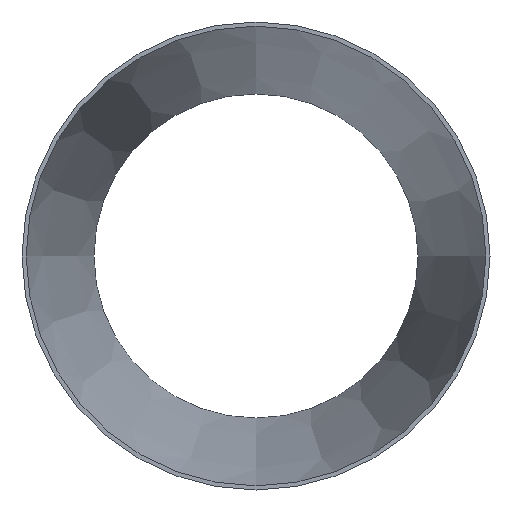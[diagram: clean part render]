
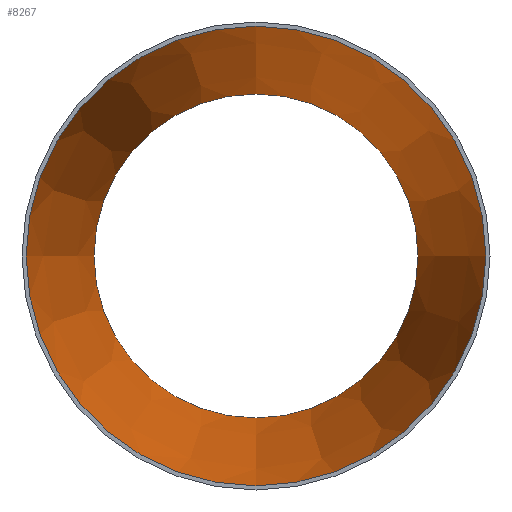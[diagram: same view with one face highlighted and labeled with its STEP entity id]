
A CAD part, front view. The second image highlights one B-rep face of the part: STEP entity #8267.
In plain terms, the highlighted conical face has half-angle 9.835 degrees and reference radius 223.94 mm.
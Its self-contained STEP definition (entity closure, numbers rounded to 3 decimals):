
#1576 = ORIENTED_EDGE ( 'NONE', *, *, #26876, .F. ) ;
#3540 = DIRECTION ( 'NONE',  ( 0., 0., -1. ) ) ;
#6519 = CARTESIAN_POINT ( 'NONE',  ( 0., 381., 0. ) ) ;
#7830 = CARTESIAN_POINT ( 'NONE',  ( 0., 0., 0. ) ) ;
#8267 = ADVANCED_FACE ( 'NONE', ( #23720, #10345 ), #29859, .F. ) ;
#9903 = ORIENTED_EDGE ( 'NONE', *, *, #39151, .T. ) ;
#10345 = FACE_OUTER_BOUND ( 'NONE', #32640, .T. ) ;
#11071 = DIRECTION ( 'NONE',  ( 0., -1., 0. ) ) ;
#11634 = VERTEX_POINT ( 'NONE', #18202 ) ;
#17122 = DIRECTION ( 'NONE',  ( 0., 0., -1. ) ) ;
#17575 = CARTESIAN_POINT ( 'NONE',  ( 0., 381., -157.89 ) ) ;
#18202 = CARTESIAN_POINT ( 'NONE',  ( 0., 0., -223.94 ) ) ;
#23720 = FACE_BOUND ( 'NONE', #26009, .T. ) ;
#24014 = DIRECTION ( 'NONE',  ( 0., 0., -1. ) ) ;
#26009 = EDGE_LOOP ( 'NONE', ( #1576 ) ) ;
#26467 = AXIS2_PLACEMENT_3D ( 'NONE', #7830, #36669, #17122 ) ;
#26876 = EDGE_CURVE ( 'NONE', #40269, #40269, #27312, .T. ) ;
#27096 = AXIS2_PLACEMENT_3D ( 'NONE', #40119, #11071, #24014 ) ;
#27312 = CIRCLE ( 'NONE', #34786, 157.89 ) ;
#29178 = DIRECTION ( 'NONE',  ( 0., -1., 0. ) ) ;
#29859 = CONICAL_SURFACE ( 'NONE', #26467, 223.94, 0.172 ) ;
#32640 = EDGE_LOOP ( 'NONE', ( #9903 ) ) ;
#34564 = CIRCLE ( 'NONE', #27096, 223.94 ) ;
#34786 = AXIS2_PLACEMENT_3D ( 'NONE', #6519, #29178, #3540 ) ;
#36669 = DIRECTION ( 'NONE',  ( 0., -1., 0. ) ) ;
#39151 = EDGE_CURVE ( 'NONE', #11634, #11634, #34564, .T. ) ;
#40119 = CARTESIAN_POINT ( 'NONE',  ( 0., 0., 0. ) ) ;
#40269 = VERTEX_POINT ( 'NONE', #17575 ) ;
